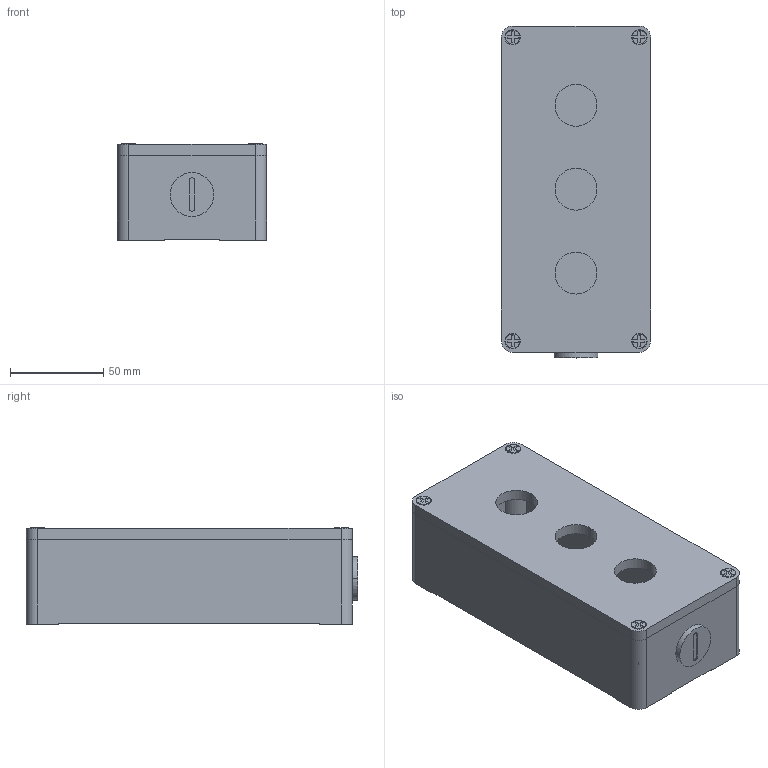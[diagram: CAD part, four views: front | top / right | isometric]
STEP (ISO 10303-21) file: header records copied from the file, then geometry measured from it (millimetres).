
FILE_DESCRIPTION((''),'2;1');
FILE_NAME('XAPG39203-3D_ASM','2021-06-17T15:47:47',('SESA231899'),('Schneider-Electric'),'CREO PARAMETRIC BY PTC INC, 2019471','CREO PARAMETRIC BY PTC INC, 2019471','');
FILE_SCHEMA(('AP242_MANAGED_MODEL_BASED_3D_ENGINEERING_MIM_LF { 1 0 10303 442 1 1 4 }'));
Products named in the file (3): XAPG39203-3D_PRT0001; XAPG39203-3D_PRT0002; XAPG39203-3D_ASM
Assembly tree (2 placements, depth 2):
  XAPG39203-3D_ASM
    XAPG39203-3D_PRT0001
    XAPG39203-3D_PRT0002
Bounding box: 80 x 178 x 51.7 mm (x, y, z)
Volume: 205745.4 mm3; surface area: 107236.7 mm2
Topology: 2 solids, 2 shells, 260 faces, 693 edges, 486 vertices
Faces by surface type: plane 192, cylinder 68
Entity records: 63488 total; most frequent: CARTESIAN_POINT 54948, DIRECTION 1486, ORIENTED_EDGE 1350, POLYLINE 924, EDGE_CURVE 675, VECTOR 556, LINE 556, AXIS2_PLACEMENT_3D 465
